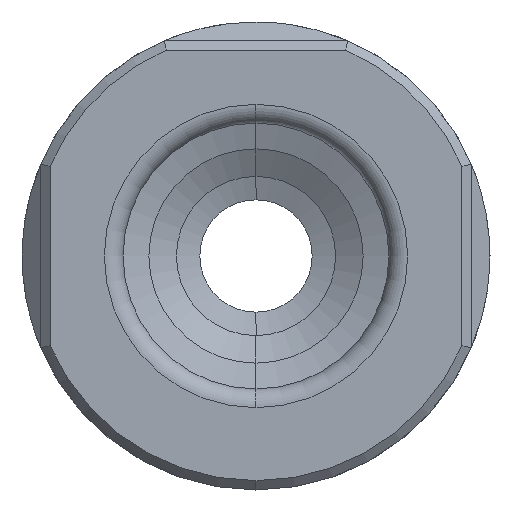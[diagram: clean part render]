
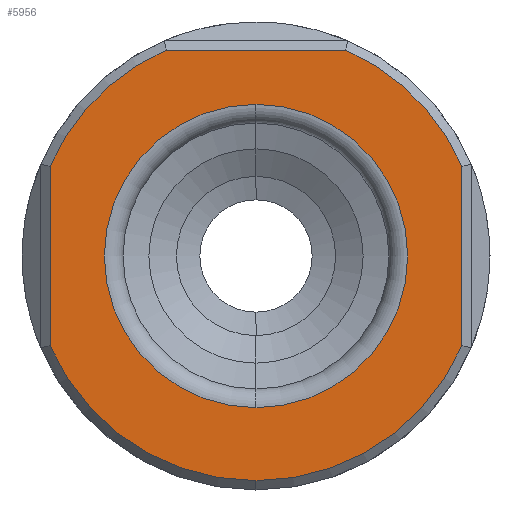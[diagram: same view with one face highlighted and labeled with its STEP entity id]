
A CAD part, left-side view. The second image highlights one B-rep face of the part: STEP entity #5956.
In plain terms, the highlighted planar face has unit normal (-1, 0, 0).
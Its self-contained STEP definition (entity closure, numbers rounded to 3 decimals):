
#36 = DIRECTION ( 'NONE',  ( 0., 0., -1. ) ) ;
#154 = CARTESIAN_POINT ( 'NONE',  ( 0., -11., -4.796 ) ) ;
#167 = DIRECTION ( 'NONE',  ( -1., 0., 0. ) ) ;
#209 = DIRECTION ( 'NONE',  ( -1., 0., 0. ) ) ;
#383 = PLANE ( 'NONE',  #7283 ) ;
#409 = CIRCLE ( 'NONE', #6260, 12. ) ;
#497 = VERTEX_POINT ( 'NONE', #154 ) ;
#656 = DIRECTION ( 'NONE',  ( 0., 0., -1. ) ) ;
#715 = ORIENTED_EDGE ( 'NONE', *, *, #8882, .T. ) ;
#760 = EDGE_CURVE ( 'NONE', #497, #4314, #7219, .T. ) ;
#888 = CARTESIAN_POINT ( 'NONE',  ( 0., -4.796, 11. ) ) ;
#1040 = VERTEX_POINT ( 'NONE', #8076 ) ;
#1095 = CIRCLE ( 'NONE', #8435, 12. ) ;
#1106 = DIRECTION ( 'NONE',  ( -1., 0., 0. ) ) ;
#1159 = FACE_BOUND ( 'NONE', #8691, .T. ) ;
#1363 = ORIENTED_EDGE ( 'NONE', *, *, #4259, .T. ) ;
#1462 = AXIS2_PLACEMENT_3D ( 'NONE', #9487, #7286, #6397 ) ;
#1613 = CARTESIAN_POINT ( 'NONE',  ( 0., 11., -4.796 ) ) ;
#1703 = VECTOR ( 'NONE', #2059, 1000. ) ;
#2059 = DIRECTION ( 'NONE',  ( 0., 0., 1. ) ) ;
#2294 = CARTESIAN_POINT ( 'NONE',  ( 0., 0., -8.1 ) ) ;
#2366 = LINE ( 'NONE', #5962, #4713 ) ;
#2434 = VERTEX_POINT ( 'NONE', #1613 ) ;
#2458 = VERTEX_POINT ( 'NONE', #2294 ) ;
#2849 = DIRECTION ( 'NONE',  ( 1., 0., 0. ) ) ;
#2880 = EDGE_CURVE ( 'NONE', #6469, #2434, #9011, .T. ) ;
#3199 = CARTESIAN_POINT ( 'NONE',  ( 0., 0., 0. ) ) ;
#3215 = VECTOR ( 'NONE', #6318, 1000. ) ;
#3299 = DIRECTION ( 'NONE',  ( -1., 0., 0. ) ) ;
#3303 = DIRECTION ( 'NONE',  ( 0., 0., 1. ) ) ;
#3380 = CIRCLE ( 'NONE', #1462, 12. ) ;
#3397 = VERTEX_POINT ( 'NONE', #9271 ) ;
#3692 = EDGE_CURVE ( 'NONE', #2458, #3833, #5676, .T. ) ;
#3833 = VERTEX_POINT ( 'NONE', #8366 ) ;
#4196 = ORIENTED_EDGE ( 'NONE', *, *, #4635, .T. ) ;
#4259 = EDGE_CURVE ( 'NONE', #3397, #497, #409, .T. ) ;
#4314 = VERTEX_POINT ( 'NONE', #7087 ) ;
#4346 = CIRCLE ( 'NONE', #4373, 12. ) ;
#4373 = AXIS2_PLACEMENT_3D ( 'NONE', #3199, #209, #7816 ) ;
#4423 = AXIS2_PLACEMENT_3D ( 'NONE', #6806, #8925, #36 ) ;
#4635 = EDGE_CURVE ( 'NONE', #3833, #2458, #9692, .T. ) ;
#4713 = VECTOR ( 'NONE', #5095, 1000. ) ;
#4989 = FACE_OUTER_BOUND ( 'NONE', #5742, .T. ) ;
#5095 = DIRECTION ( 'NONE',  ( 0., 1., 0. ) ) ;
#5676 = CIRCLE ( 'NONE', #8346, 8.1 ) ;
#5742 = EDGE_LOOP ( 'NONE', ( #7646, #6091, #8415, #5963, #6565, #715, #1363 ) ) ;
#5956 = ADVANCED_FACE ( 'NONE', ( #4989, #1159 ), #383, .T. ) ;
#5962 = CARTESIAN_POINT ( 'NONE',  ( 0., 4.899, 11. ) ) ;
#5963 = ORIENTED_EDGE ( 'NONE', *, *, #7226, .T. ) ;
#6031 = CARTESIAN_POINT ( 'NONE',  ( 0., 0., 0. ) ) ;
#6091 = ORIENTED_EDGE ( 'NONE', *, *, #7106, .T. ) ;
#6260 = AXIS2_PLACEMENT_3D ( 'NONE', #9381, #3299, #8590 ) ;
#6318 = DIRECTION ( 'NONE',  ( 0., 0., -1. ) ) ;
#6397 = DIRECTION ( 'NONE',  ( 0., 0., 1. ) ) ;
#6402 = CARTESIAN_POINT ( 'NONE',  ( 0., 8.1, 0. ) ) ;
#6469 = VERTEX_POINT ( 'NONE', #6929 ) ;
#6565 = ORIENTED_EDGE ( 'NONE', *, *, #2880, .T. ) ;
#6653 = ORIENTED_EDGE ( 'NONE', *, *, #3692, .T. ) ;
#6806 = CARTESIAN_POINT ( 'NONE',  ( 0., 0., 0. ) ) ;
#6929 = CARTESIAN_POINT ( 'NONE',  ( 0., 11., 4.796 ) ) ;
#7087 = CARTESIAN_POINT ( 'NONE',  ( 0., -11., 4.796 ) ) ;
#7106 = EDGE_CURVE ( 'NONE', #4314, #9132, #1095, .T. ) ;
#7219 = LINE ( 'NONE', #8800, #1703 ) ;
#7226 = EDGE_CURVE ( 'NONE', #1040, #6469, #4346, .T. ) ;
#7283 = AXIS2_PLACEMENT_3D ( 'NONE', #6402, #1106, #3303 ) ;
#7286 = DIRECTION ( 'NONE',  ( -1., 0., 0. ) ) ;
#7646 = ORIENTED_EDGE ( 'NONE', *, *, #760, .T. ) ;
#7773 = CARTESIAN_POINT ( 'NONE',  ( 0., 11., -4.899 ) ) ;
#7816 = DIRECTION ( 'NONE',  ( 0., 0., 1. ) ) ;
#8076 = CARTESIAN_POINT ( 'NONE',  ( 0., 4.796, 11. ) ) ;
#8346 = AXIS2_PLACEMENT_3D ( 'NONE', #9571, #2849, #656 ) ;
#8366 = CARTESIAN_POINT ( 'NONE',  ( 0., 0., 8.1 ) ) ;
#8415 = ORIENTED_EDGE ( 'NONE', *, *, #9413, .T. ) ;
#8435 = AXIS2_PLACEMENT_3D ( 'NONE', #6031, #167, #9147 ) ;
#8590 = DIRECTION ( 'NONE',  ( 0., 0., 1. ) ) ;
#8691 = EDGE_LOOP ( 'NONE', ( #6653, #4196 ) ) ;
#8800 = CARTESIAN_POINT ( 'NONE',  ( 0., -11., 4.899 ) ) ;
#8882 = EDGE_CURVE ( 'NONE', #2434, #3397, #3380, .T. ) ;
#8925 = DIRECTION ( 'NONE',  ( 1., 0., 0. ) ) ;
#9011 = LINE ( 'NONE', #7773, #3215 ) ;
#9132 = VERTEX_POINT ( 'NONE', #888 ) ;
#9147 = DIRECTION ( 'NONE',  ( 0., 0., 1. ) ) ;
#9271 = CARTESIAN_POINT ( 'NONE',  ( 0., 0., -12. ) ) ;
#9381 = CARTESIAN_POINT ( 'NONE',  ( 0., 0., 0. ) ) ;
#9413 = EDGE_CURVE ( 'NONE', #9132, #1040, #2366, .T. ) ;
#9487 = CARTESIAN_POINT ( 'NONE',  ( 0., 0., 0. ) ) ;
#9571 = CARTESIAN_POINT ( 'NONE',  ( 0., 0., 0. ) ) ;
#9692 = CIRCLE ( 'NONE', #4423, 8.1 ) ;
